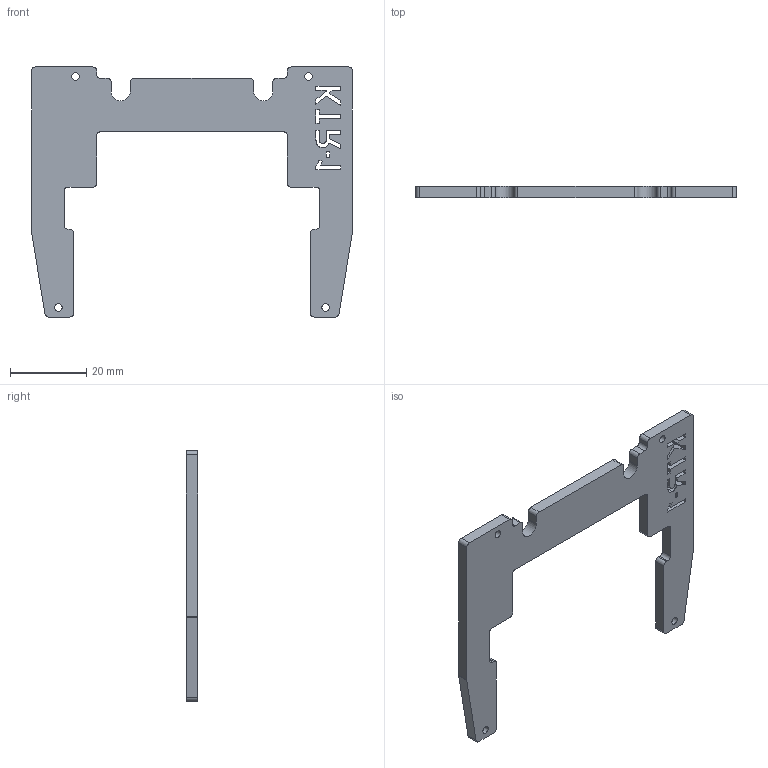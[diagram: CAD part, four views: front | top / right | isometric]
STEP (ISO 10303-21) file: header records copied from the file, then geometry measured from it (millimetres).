
FILE_DESCRIPTION(/* description */ (''),/* implementation_level */ '2;1');
FILE_NAME(/* name */ '本体基板arduino表面実装ミラー実行 v30.step',/* time_stamp */ '2022-01-24T13:30:44+09:00',/* author */ (''),/* organization */ (''),/* preprocessor_version */ 'ST-DEVELOPER v18.1',/* originating_system */ 'Autodesk Translation Framework v10.13.0.1454',/* authorisation */ '');
FILE_SCHEMA (('AUTOMOTIVE_DESIGN { 1 0 10303 214 3 1 1 }'));
Length unit declared in the file: millimetre
Products named in the file (1): 本体基板arduino表面実装ミラー実行
Bounding box: 84 x 3 x 65.5 mm (x, y, z)
Volume: 6797.8 mm3; surface area: 6177.6 mm2
Topology: 1 solids, 1 shells, 119 faces, 351 edges, 234 vertices
Faces by surface type: plane 73, cylinder 37, bspline 9
Full cylindrical faces by diameter (mm): 2 x4
Entity records: 4323 total; most frequent: CARTESIAN_POINT 955, ORIENTED_EDGE 702, DIRECTION 629, EDGE_CURVE 351, LINE 259, VECTOR 259, VERTEX_POINT 234, AXIS2_PLACEMENT_3D 185
